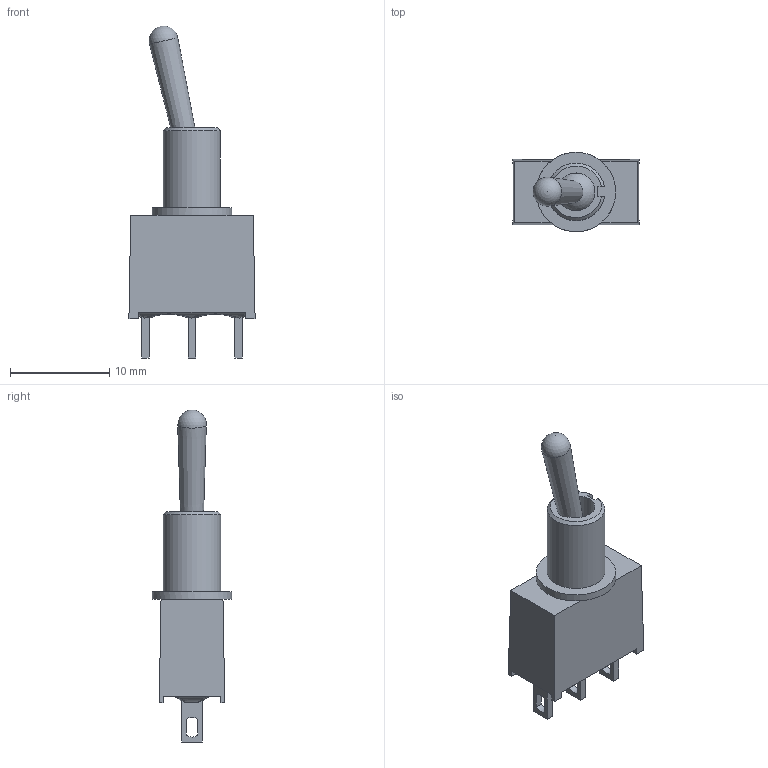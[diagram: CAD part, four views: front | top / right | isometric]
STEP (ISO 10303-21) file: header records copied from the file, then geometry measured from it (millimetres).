
FILE_DESCRIPTION((' '),'2;1');
FILE_NAME('100AWSPxT1B1M1xE.stp','2017-07-20T16:40:18',(' '),(' '),' ','ACIS',' ');
FILE_SCHEMA(('CONFIG_CONTROL_DESIGN'));
Length unit declared in the file: inch
Products named in the file (1): 100AWSPxT1B1M1xE.stp
Bounding box: 12.7 x 8 x 33.42 mm (x, y, z)
Volume: 1065 mm3; surface area: 996.2 mm2
Topology: 1 solids, 2 shells, 77 faces, 224 edges, 151 vertices
Faces by surface type: plane 48, cylinder 16, bspline 8, sphere 3, cone 2
Full cylindrical faces by diameter (mm): 3.8 x2, 8 x1
Entity records: 3497 total; most frequent: CARTESIAN_POINT 1419, ORIENTED_EDGE 426, DIRECTION 376, EDGE_CURVE 213, VERTEX_POINT 147, VECTOR 128, LINE 128, AXIS2_PLACEMENT_3D 124
